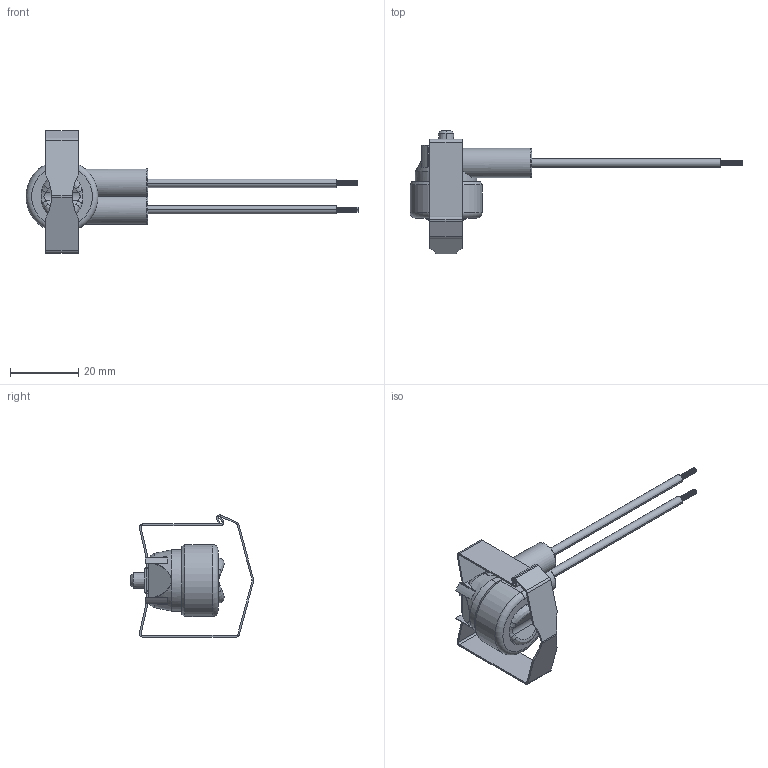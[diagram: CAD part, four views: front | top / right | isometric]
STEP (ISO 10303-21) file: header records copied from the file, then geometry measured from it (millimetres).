
FILE_DESCRIPTION (( 'STEP AP214' ), '1' );
FILE_NAME ('3NT01L-H7XXX #1-10.STEP', '2018-02-12T19:17:38', ( '' ), ( '' ), 'SwSTEP 2.0', 'SolidWorks 2015', '' );
FILE_SCHEMA (( 'AUTOMOTIVE_DESIGN' ));
Length unit declared in the file: inch
Products named in the file (1): 3NT01L-H7XXX  #1-10
Bounding box: 97.61 x 36.32 x 35.94 mm (x, y, z)
Surface area: 7677.9 mm2 (no closed solid volume)
Topology: 0 solids, 12 shells, 284 faces, 793 edges, 544 vertices
Faces by surface type: cylinder 143, plane 86, bspline 24, torus 16, cone 15
Entity records: 13880 total; most frequent: CARTESIAN_POINT 2891, DIRECTION 1571, ORIENTED_EDGE 1421, EDGE_CURVE 792, AXIS2_PLACEMENT_3D 640, VERTEX_POINT 544, CIRCLE 379, EDGE_LOOP 346
